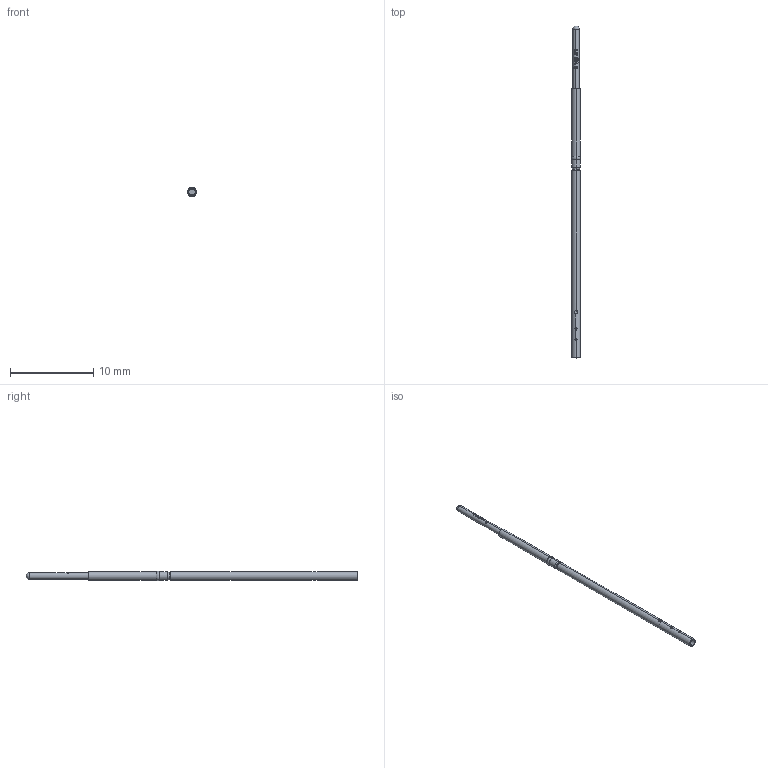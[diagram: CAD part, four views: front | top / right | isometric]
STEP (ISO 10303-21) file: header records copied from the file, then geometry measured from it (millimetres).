
FILE_DESCRIPTION (( 'STEP AP203' ), '1' );
FILE_NAME ('INGUN_GKS-181_305_080_A_xx08.STEP', '2022-01-26T13:23:41', ( 'ochi' ), ( '' ), 'SwSTEP 2.0', 'SolidWorks 2018', '' );
FILE_SCHEMA (( 'CONFIG_CONTROL_DESIGN' ));
Length unit declared in the file: millimetre
Products named in the file (1): INGUN_GKS-181_305_080_A_xx08
Bounding box: 1.09 x 39.8 x 1.1 mm (x, y, z)
Volume: 26.1 mm3; surface area: 133.9 mm2
Topology: 1 solids, 1 shells, 123 faces, 343 edges, 224 vertices
Faces by surface type: bspline 46, plane 41, cylinder 29, torus 6, sphere 1
Entity records: 6713 total; most frequent: CARTESIAN_POINT 4130, ORIENTED_EDGE 680, EDGE_CURVE 340, DIRECTION 280, B_SPLINE_CURVE_WITH_KNOTS 260, VERTEX_POINT 222, EDGE_LOOP 126, ADVANCED_FACE 123
